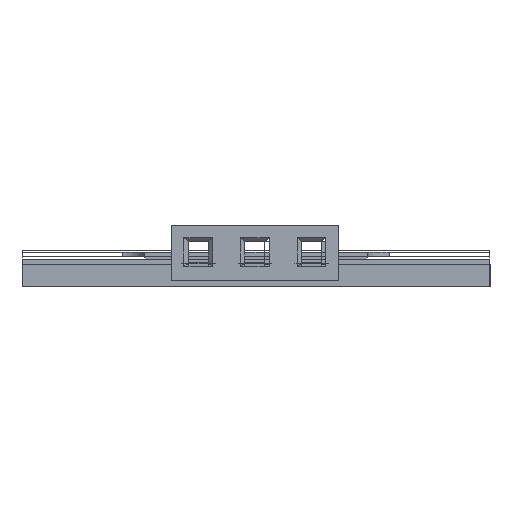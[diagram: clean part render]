
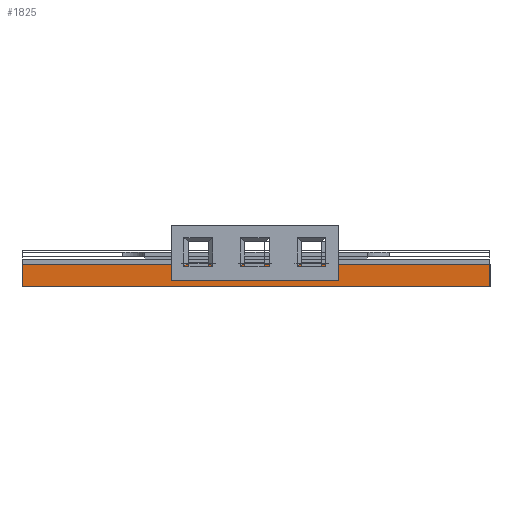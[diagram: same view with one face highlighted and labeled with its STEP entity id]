
A CAD part, left-side view. The second image highlights one B-rep face of the part: STEP entity #1825.
In plain terms, the highlighted planar face has unit normal (-1, 0, 0).
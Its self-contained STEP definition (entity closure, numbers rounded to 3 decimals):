
#56 = DIRECTION ( 'NONE',  ( 0., 0., 1. ) ) ;
#227 = ORIENTED_EDGE ( 'NONE', *, *, #616, .T. ) ;
#616 = EDGE_CURVE ( 'NONE', #2224, #1917, #2350, .T. ) ;
#717 = EDGE_CURVE ( 'NONE', #4059, #2224, #959, .T. ) ;
#821 = ORIENTED_EDGE ( 'NONE', *, *, #3573, .F. ) ;
#884 = VECTOR ( 'NONE', #3608, 1000. ) ;
#959 = LINE ( 'NONE', #1041, #884 ) ;
#1041 = CARTESIAN_POINT ( 'NONE',  ( 40., 15.5, -1.36 ) ) ;
#1100 = VERTEX_POINT ( 'NONE', #3240 ) ;
#1119 = VECTOR ( 'NONE', #3787, 1000. ) ;
#1727 = EDGE_CURVE ( 'NONE', #4059, #1100, #4105, .T. ) ;
#1731 = DIRECTION ( 'NONE',  ( -1., 0., 0. ) ) ;
#1825 = ADVANCED_FACE ( 'NONE', ( #3862 ), #2401, .T. ) ;
#1917 = VERTEX_POINT ( 'NONE', #3679 ) ;
#1968 = CARTESIAN_POINT ( 'NONE',  ( 40., 15.5, -0.36 ) ) ;
#2224 = VERTEX_POINT ( 'NONE', #3542 ) ;
#2227 = VECTOR ( 'NONE', #56, 1000. ) ;
#2350 = LINE ( 'NONE', #3587, #1119 ) ;
#2401 = PLANE ( 'NONE',  #3630 ) ;
#2438 = ORIENTED_EDGE ( 'NONE', *, *, #1727, .F. ) ;
#2481 = VECTOR ( 'NONE', #2957, 1000. ) ;
#2563 = CARTESIAN_POINT ( 'NONE',  ( 40., 15.5, -1.36 ) ) ;
#2717 = ORIENTED_EDGE ( 'NONE', *, *, #717, .T. ) ;
#2957 = DIRECTION ( 'NONE',  ( 0., -1., 0. ) ) ;
#3240 = CARTESIAN_POINT ( 'NONE',  ( 40., 15.5, -0.36 ) ) ;
#3542 = CARTESIAN_POINT ( 'NONE',  ( 40., -5.5, -1.36 ) ) ;
#3573 = EDGE_CURVE ( 'NONE', #1100, #1917, #3734, .T. ) ;
#3587 = CARTESIAN_POINT ( 'NONE',  ( 40., -5.5, -1.36 ) ) ;
#3608 = DIRECTION ( 'NONE',  ( 0., -1., 0. ) ) ;
#3630 = AXIS2_PLACEMENT_3D ( 'NONE', #3653, #1731, #3976 ) ;
#3653 = CARTESIAN_POINT ( 'NONE',  ( 40., 15.5, -1.36 ) ) ;
#3679 = CARTESIAN_POINT ( 'NONE',  ( 40., -5.5, -0.36 ) ) ;
#3734 = LINE ( 'NONE', #1968, #2481 ) ;
#3787 = DIRECTION ( 'NONE',  ( 0., 0., 1. ) ) ;
#3862 = FACE_OUTER_BOUND ( 'NONE', #4054, .T. ) ;
#3927 = CARTESIAN_POINT ( 'NONE',  ( 40., 15.5, -1.36 ) ) ;
#3976 = DIRECTION ( 'NONE',  ( 0., -1., 0. ) ) ;
#4054 = EDGE_LOOP ( 'NONE', ( #821, #2438, #2717, #227 ) ) ;
#4059 = VERTEX_POINT ( 'NONE', #2563 ) ;
#4105 = LINE ( 'NONE', #3927, #2227 ) ;
